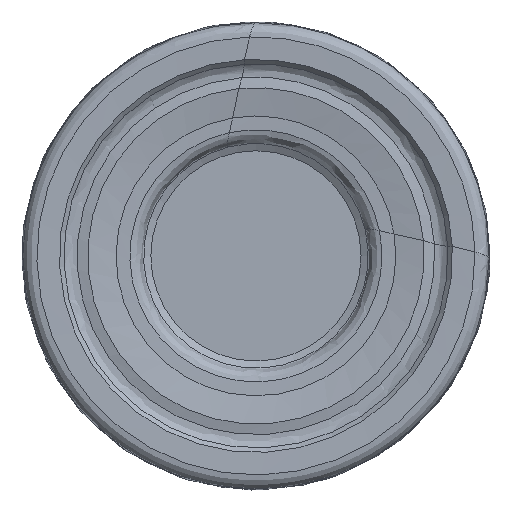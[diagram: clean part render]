
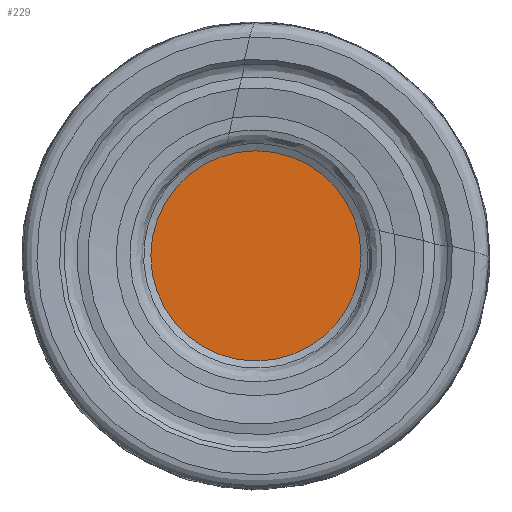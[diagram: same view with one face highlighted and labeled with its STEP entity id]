
A CAD part, left-side view. The second image highlights one B-rep face of the part: STEP entity #229.
In plain terms, the highlighted planar face has unit normal (-1, 0, 0).
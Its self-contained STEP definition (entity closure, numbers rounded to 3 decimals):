
#34=PLANE('',#934);
#229=ADVANCED_FACE('',(#313),#34,.F.);
#313=FACE_OUTER_BOUND('',#393,.T.);
#393=EDGE_LOOP('',(#659));
#458=CIRCLE('',#933,5.634);
#659=ORIENTED_EDGE('',*,*,#826,.T.);
#724=VERTEX_POINT('',#2072);
#826=EDGE_CURVE('',#724,#724,#458,.T.);
#933=AXIS2_PLACEMENT_3D('',#2071,#1148,#1149);
#934=AXIS2_PLACEMENT_3D('',#2073,#1150,#1151);
#1148=DIRECTION('',(-1.,0.,0.));
#1149=DIRECTION('',(0.,0.,1.));
#1150=DIRECTION('',(1.,0.,0.));
#1151=DIRECTION('',(0.,0.,-1.));
#2071=CARTESIAN_POINT('',(1.7,0.,0.));
#2072=CARTESIAN_POINT('',(1.7,0.,5.634));
#2073=CARTESIAN_POINT('',(1.7,5.634,0.));
